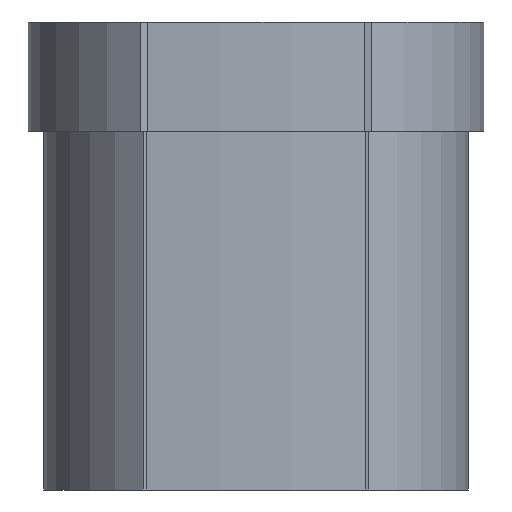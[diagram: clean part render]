
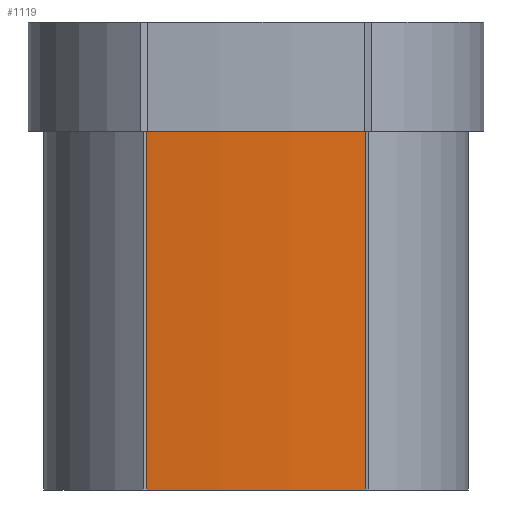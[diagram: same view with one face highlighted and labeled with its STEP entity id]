
A CAD part, front view. The second image highlights one B-rep face of the part: STEP entity #1119.
In plain terms, the highlighted cylindrical face has radius 70.7 mm (diameter 141.4 mm), a partial arc.
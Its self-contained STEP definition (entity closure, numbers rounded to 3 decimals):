
#71 = CARTESIAN_POINT ( 'NONE',  ( 7., -70.353, 30. ) ) ;
#133 = CIRCLE ( 'NONE', #1113, 70.7 ) ;
#190 = VERTEX_POINT ( 'NONE', #1110 ) ;
#389 = CYLINDRICAL_SURFACE ( 'NONE', #826, 70.7 ) ;
#426 = CARTESIAN_POINT ( 'NONE',  ( 0., 0., 30. ) ) ;
#437 = CARTESIAN_POINT ( 'NONE',  ( 0., 0., 0. ) ) ;
#446 = FACE_OUTER_BOUND ( 'NONE', #1124, .T. ) ;
#509 = DIRECTION ( 'NONE',  ( 0., 0., -1. ) ) ;
#545 = DIRECTION ( 'NONE',  ( -1., 0., 0. ) ) ;
#562 = DIRECTION ( 'NONE',  ( 0., 0., 1. ) ) ;
#609 = LINE ( 'NONE', #71, #1312 ) ;
#657 = VERTEX_POINT ( 'NONE', #1689 ) ;
#680 = ORIENTED_EDGE ( 'NONE', *, *, #1666, .F. ) ;
#688 = CARTESIAN_POINT ( 'NONE',  ( -7., -70.353, 30. ) ) ;
#742 = CARTESIAN_POINT ( 'NONE',  ( 7., -70.353, 0. ) ) ;
#785 = EDGE_CURVE ( 'NONE', #657, #1322, #133, .T. ) ;
#790 = EDGE_CURVE ( 'NONE', #190, #657, #1111, .T. ) ;
#826 = AXIS2_PLACEMENT_3D ( 'NONE', #426, #951, #1343 ) ;
#835 = ORIENTED_EDGE ( 'NONE', *, *, #790, .T. ) ;
#876 = VERTEX_POINT ( 'NONE', #1427 ) ;
#951 = DIRECTION ( 'NONE',  ( 0., 0., -1. ) ) ;
#1110 = CARTESIAN_POINT ( 'NONE',  ( -7., -70.353, 23. ) ) ;
#1111 = LINE ( 'NONE', #688, #1450 ) ;
#1113 = AXIS2_PLACEMENT_3D ( 'NONE', #437, #562, #545 ) ;
#1119 = ADVANCED_FACE ( 'NONE', ( #446 ), #389, .T. ) ;
#1124 = EDGE_LOOP ( 'NONE', ( #1581, #835, #1634, #680 ) ) ;
#1161 = CARTESIAN_POINT ( 'NONE',  ( 0., 0., 23. ) ) ;
#1231 = AXIS2_PLACEMENT_3D ( 'NONE', #1161, #509, #1405 ) ;
#1312 = VECTOR ( 'NONE', #1665, 1000. ) ;
#1322 = VERTEX_POINT ( 'NONE', #742 ) ;
#1343 = DIRECTION ( 'NONE',  ( -1., 0., 0. ) ) ;
#1405 = DIRECTION ( 'NONE',  ( 1., 0., 0. ) ) ;
#1427 = CARTESIAN_POINT ( 'NONE',  ( 7., -70.353, 23. ) ) ;
#1450 = VECTOR ( 'NONE', #1593, 1000. ) ;
#1581 = ORIENTED_EDGE ( 'NONE', *, *, #1606, .T. ) ;
#1593 = DIRECTION ( 'NONE',  ( 0., 0., -1. ) ) ;
#1606 = EDGE_CURVE ( 'NONE', #876, #190, #1720, .T. ) ;
#1634 = ORIENTED_EDGE ( 'NONE', *, *, #785, .T. ) ;
#1665 = DIRECTION ( 'NONE',  ( 0., 0., -1. ) ) ;
#1666 = EDGE_CURVE ( 'NONE', #876, #1322, #609, .T. ) ;
#1689 = CARTESIAN_POINT ( 'NONE',  ( -7., -70.353, 0. ) ) ;
#1720 = CIRCLE ( 'NONE', #1231, 70.7 ) ;
